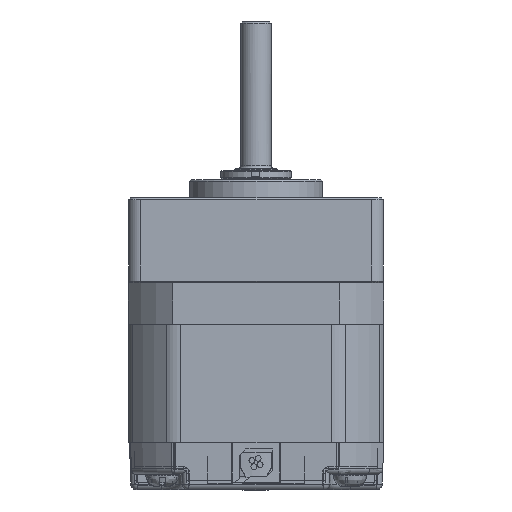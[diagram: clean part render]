
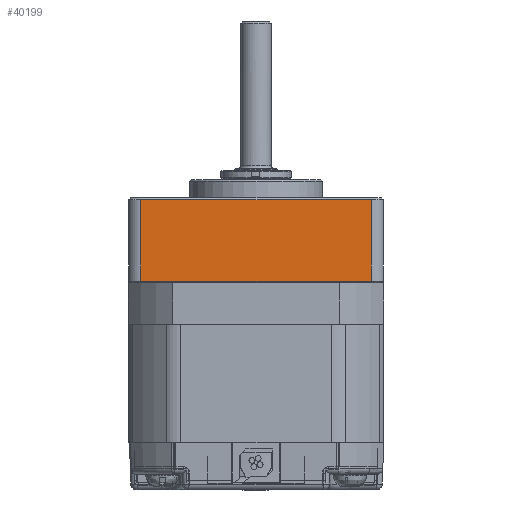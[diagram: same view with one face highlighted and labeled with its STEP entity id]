
A CAD part, front view. The second image highlights one B-rep face of the part: STEP entity #40199.
In plain terms, the highlighted planar face has unit normal (0, -1, 0).
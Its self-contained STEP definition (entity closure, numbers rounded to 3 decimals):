
#6861=FACE_OUTER_BOUND('',#9126,.T.);
#9126=EDGE_LOOP('',(#33399,#33400,#33401,#33402));
#12710=LINE('',#68997,#15613);
#12711=LINE('',#68999,#15614);
#12712=LINE('',#69001,#15615);
#12713=LINE('',#69002,#15616);
#15613=VECTOR('',#55419,13.4);
#15614=VECTOR('',#55420,38.);
#15615=VECTOR('',#55421,13.4);
#15616=VECTOR('',#55422,38.);
#18895=VERTEX_POINT('',#68995);
#18896=VERTEX_POINT('',#68996);
#18897=VERTEX_POINT('',#68998);
#18898=VERTEX_POINT('',#69000);
#23982=EDGE_CURVE('',#18895,#18896,#12710,.T.);
#23983=EDGE_CURVE('',#18896,#18897,#12711,.T.);
#23984=EDGE_CURVE('',#18897,#18898,#12712,.F.);
#23985=EDGE_CURVE('',#18898,#18895,#12713,.T.);
#33399=ORIENTED_EDGE('',*,*,#23982,.T.);
#33400=ORIENTED_EDGE('',*,*,#23983,.T.);
#33401=ORIENTED_EDGE('',*,*,#23984,.T.);
#33402=ORIENTED_EDGE('',*,*,#23985,.T.);
#38535=PLANE('',#45429);
#40199=ADVANCED_FACE('',(#6861),#38535,.F.);
#45429=AXIS2_PLACEMENT_3D('',#68994,#55417,#55418);
#55417=DIRECTION('center_axis',(0.,1.,0.));
#55418=DIRECTION('ref_axis',(0.,0.,1.));
#55419=DIRECTION('',(0.,0.,-1.));
#55420=DIRECTION('',(1.,0.,0.));
#55421=DIRECTION('',(0.,0.,-1.));
#55422=DIRECTION('',(-1.,0.,0.));
#68994=CARTESIAN_POINT('Origin',(-21.,-21.,14.));
#68995=CARTESIAN_POINT('',(-19.,-21.,13.7));
#68996=CARTESIAN_POINT('',(-19.,-21.,0.3));
#68997=CARTESIAN_POINT('',(-19.,-21.,13.7));
#68998=CARTESIAN_POINT('',(19.,-21.,0.3));
#68999=CARTESIAN_POINT('',(-19.,-21.,0.3));
#69000=CARTESIAN_POINT('',(19.,-21.,13.7));
#69001=CARTESIAN_POINT('',(19.,-21.,13.7));
#69002=CARTESIAN_POINT('',(19.,-21.,13.7));
